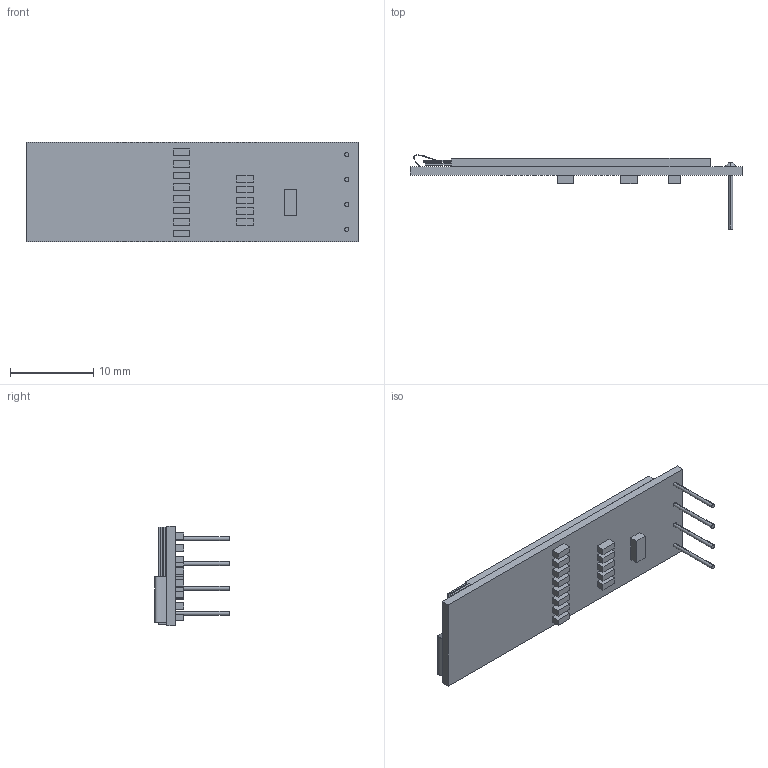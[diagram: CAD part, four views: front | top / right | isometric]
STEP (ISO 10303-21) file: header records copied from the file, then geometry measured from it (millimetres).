
FILE_DESCRIPTION (( 'STEP AP214' ), '1' );
FILE_NAME ('E966B1CB-FEF3-43C6-83E2-499DEA39D90F.STEP', '2023-08-29T04:54:58', ( '' ), ( '' ), 'SwSTEP 2.0', 'SolidWorks 2022', '' );
FILE_SCHEMA (( 'AUTOMOTIVE_DESIGN' ));
Length unit declared in the file: centimetre
Products named in the file (1): E966B1CB-FEF3-43C6-83E2-499DEA39D90F
Bounding box: 40 x 8.96 x 12 mm (x, y, z)
Volume: 897 mm3; surface area: 1473.9 mm2
Topology: 1 solids, 1 shells, 271 faces, 696 edges, 464 vertices
Faces by surface type: plane 173, bspline 82, cylinder 8, cone 8
Entity records: 15177 total; most frequent: CARTESIAN_POINT 6346, ORIENTED_EDGE 1392, DIRECTION 944, EDGE_CURVE 696, VECTOR 500, LINE 500, VERTEX_POINT 464, EDGE_LOOP 310
